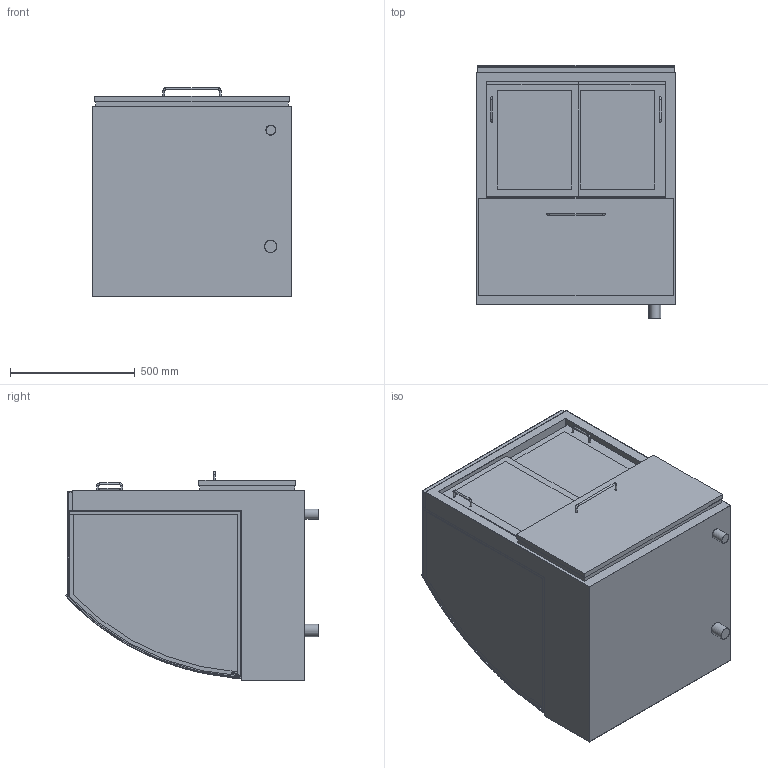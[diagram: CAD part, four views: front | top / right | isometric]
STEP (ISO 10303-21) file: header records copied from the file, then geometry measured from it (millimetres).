
FILE_DESCRIPTION(/* description */ ('Einbaukühlvitrine, Tortenzug: eigengekühlt'),/* implementation_level */ '2;1');
FILE_NAME(/* name */ '3D-AKE-00006219.stp',/* time_stamp */ '2024-06-04T10:04:58+02:00',/* author */ ('julian.lux'),/* organization */ (''),/* preprocessor_version */ 'ST-DEVELOPER v18.1',/* originating_system */ 'Autodesk Inventor 2020',/* authorisation */ '');
FILE_SCHEMA (('AUTOMOTIVE_DESIGN { 1 0 10303 214 3 1 1 }'));
Length unit declared in the file: millimetre
Products named in the file (1): 3D-AKE-00006219
Bounding box: 800 x 1012.84 x 835 mm (x, y, z)
Volume: 64707140.2 mm3; surface area: 15905932.9 mm2
Topology: 39 solids, 40 shells, 447 faces, 1104 edges, 740 vertices
Faces by surface type: plane 376, cylinder 65, torus 6
Full cylindrical faces by diameter (mm): 8 x9, 38 x1, 40 x1, 41 x2, 48 x1, 50 x1
Entity records: 13201 total; most frequent: CARTESIAN_POINT 2292, ORIENTED_EDGE 2208, DIRECTION 2182, EDGE_CURVE 1104, LINE 922, VECTOR 922, VERTEX_POINT 740, AXIS2_PLACEMENT_3D 630
